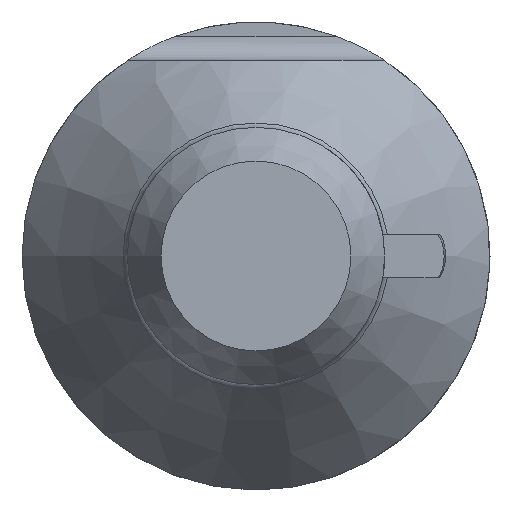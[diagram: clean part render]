
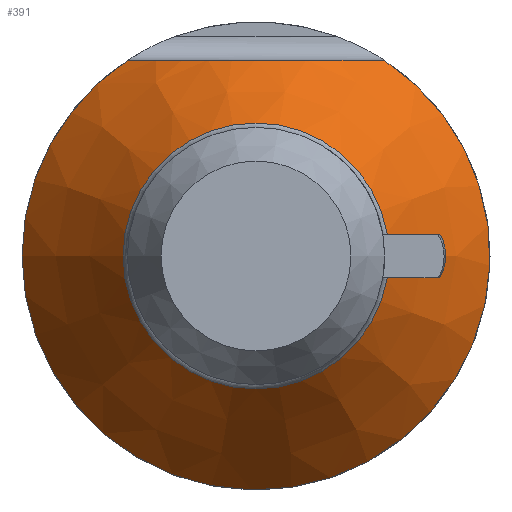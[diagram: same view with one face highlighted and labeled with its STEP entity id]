
A CAD part, front view. The second image highlights one B-rep face of the part: STEP entity #391.
In plain terms, the highlighted conical face has half-angle 35 degrees and reference radius 3.136 mm.
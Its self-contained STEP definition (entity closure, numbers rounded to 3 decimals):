
#14=CONICAL_SURFACE('',#448,3.136,0.611);
#17=(
BOUNDED_CURVE()
B_SPLINE_CURVE(2,(#699,#700,#701),.UNSPECIFIED.,.F.,.F.)
B_SPLINE_CURVE_WITH_KNOTS((3,3),(0.,0.475),.UNSPECIFIED.)
CURVE()
GEOMETRIC_REPRESENTATION_ITEM()
RATIONAL_B_SPLINE_CURVE((1.,1.194,1.))
REPRESENTATION_ITEM('')
);
#46=FACE_OUTER_BOUND('',#69,.T.);
#69=EDGE_LOOP('',(#298,#299,#300,#301,#302,#303,#304));
#101=LINE('',#737,#124);
#124=VECTOR('',#543,3.136);
#140=CIRCLE('',#449,2.272);
#141=CIRCLE('',#450,4.);
#142=CIRCLE('',#451,4.);
#143=CIRCLE('',#452,2.272);
#172=VERTEX_POINT('',#693);
#174=VERTEX_POINT('',#697);
#177=VERTEX_POINT('',#733);
#178=VERTEX_POINT('',#734);
#179=VERTEX_POINT('',#736);
#218=EDGE_CURVE('',#172,#174,#17,.T.);
#223=EDGE_CURVE('',#177,#178,#140,.T.);
#224=EDGE_CURVE('',#177,#179,#101,.T.);
#225=EDGE_CURVE('',#179,#172,#141,.T.);
#226=EDGE_CURVE('',#174,#179,#142,.T.);
#227=EDGE_CURVE('',#178,#177,#143,.T.);
#298=ORIENTED_EDGE('',*,*,#223,.F.);
#299=ORIENTED_EDGE('',*,*,#224,.T.);
#300=ORIENTED_EDGE('',*,*,#225,.T.);
#301=ORIENTED_EDGE('',*,*,#218,.T.);
#302=ORIENTED_EDGE('',*,*,#226,.T.);
#303=ORIENTED_EDGE('',*,*,#224,.F.);
#304=ORIENTED_EDGE('',*,*,#227,.F.);
#391=ADVANCED_FACE('',(#46),#14,.T.);
#448=AXIS2_PLACEMENT_3D('',#732,#539,#540);
#449=AXIS2_PLACEMENT_3D('',#735,#541,#542);
#450=AXIS2_PLACEMENT_3D('',#738,#544,#545);
#451=AXIS2_PLACEMENT_3D('',#739,#546,#547);
#452=AXIS2_PLACEMENT_3D('',#740,#548,#549);
#539=DIRECTION('center_axis',(0.,1.,0.));
#540=DIRECTION('ref_axis',(1.,0.,0.));
#541=DIRECTION('center_axis',(0.,-1.,0.));
#542=DIRECTION('ref_axis',(1.,0.,0.));
#543=DIRECTION('',(-0.574,0.819,0.));
#544=DIRECTION('center_axis',(0.,-1.,0.));
#545=DIRECTION('ref_axis',(1.,0.,0.));
#546=DIRECTION('center_axis',(0.,-1.,0.));
#547=DIRECTION('ref_axis',(1.,0.,0.));
#548=DIRECTION('center_axis',(0.,-1.,0.));
#549=DIRECTION('ref_axis',(1.,0.,0.));
#693=CARTESIAN_POINT('',(2.186,31.697,3.35));
#697=CARTESIAN_POINT('',(-2.186,31.697,3.35));
#699=CARTESIAN_POINT('Ctrl Pts',(2.186,31.697,3.35));
#700=CARTESIAN_POINT('Ctrl Pts',(0.,29.991,3.35));
#701=CARTESIAN_POINT('Ctrl Pts',(-2.186,31.697,3.35));
#732=CARTESIAN_POINT('Origin',(0.,30.463,0.));
#733=CARTESIAN_POINT('',(-2.272,29.229,0.));
#734=CARTESIAN_POINT('',(0.,29.229,2.272));
#735=CARTESIAN_POINT('Origin',(0.,29.229,0.));
#736=CARTESIAN_POINT('',(-4.,31.697,0.));
#737=CARTESIAN_POINT('',(-3.136,30.463,0.));
#738=CARTESIAN_POINT('Origin',(0.,31.697,0.));
#739=CARTESIAN_POINT('Origin',(0.,31.697,0.));
#740=CARTESIAN_POINT('Origin',(0.,29.229,0.));
